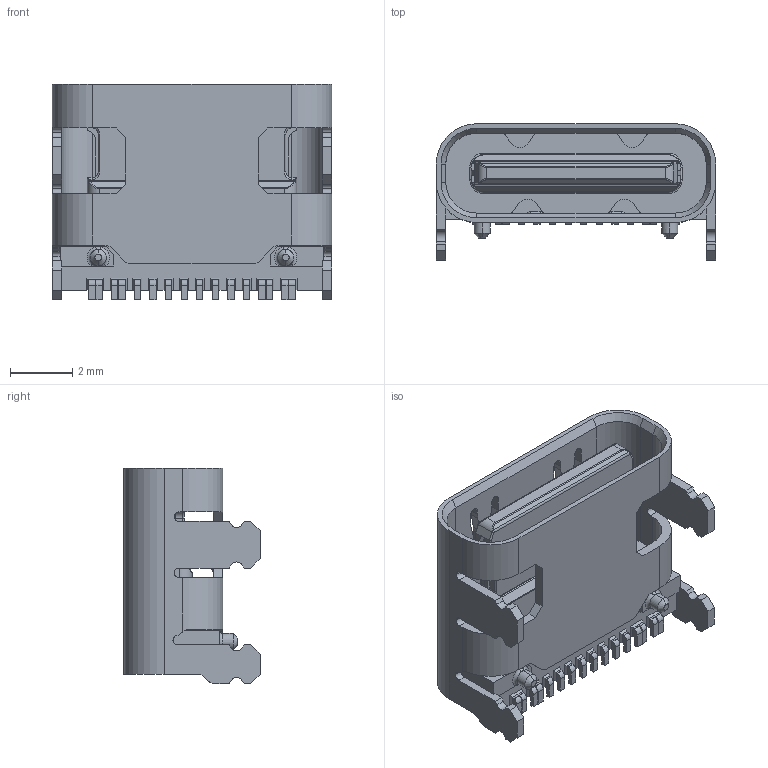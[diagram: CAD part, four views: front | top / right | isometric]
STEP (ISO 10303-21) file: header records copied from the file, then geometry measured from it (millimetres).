
FILE_DESCRIPTION(('STEP AP214'),'1');
FILE_NAME('dx07s016ja3r1500.stp','2022-10-27T09:35:38',('TraceParts'),('TraceParts S.A.'),'Spatial InterOp 3D',' ',' ');
FILE_SCHEMA(('AUTOMOTIVE_DESIGN { 1 0 10303 214 1 1 1 1 }'));
Length unit declared in the file: millimetre
Products named in the file (1): dx07s016ja3r1500
Bounding box: 8.94 x 4.36 x 6.9 mm (x, y, z)
Volume: 101.5 mm3; surface area: 375.4 mm2
Topology: 1 solids, 1 shells, 575 faces, 1599 edges, 1022 vertices
Faces by surface type: plane 333, cylinder 160, torus 32, bspline 32, cone 10, sphere 8
Entity records: 18682 total; most frequent: CARTESIAN_POINT 3995, ORIENTED_EDGE 3190, DIRECTION 2979, EDGE_CURVE 1595, LINE 1111, VECTOR 1111, VERTEX_POINT 1022, AXIS2_PLACEMENT_3D 934
